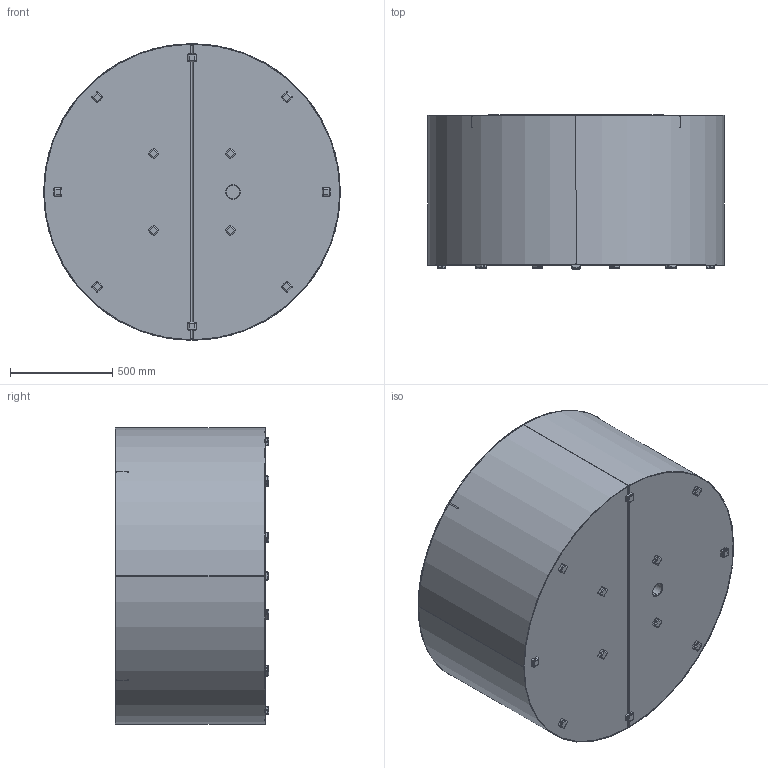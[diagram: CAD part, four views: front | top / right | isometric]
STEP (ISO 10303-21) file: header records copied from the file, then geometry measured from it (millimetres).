
FILE_DESCRIPTION (( 'STEP AP214' ), '1' );
FILE_NAME ('ABR1..STEP', '2021-09-14T14:53:25', ( '' ), ( '' ), 'SwSTEP 2.0', 'SolidWorks 2021', '' );
FILE_SCHEMA (( 'AUTOMOTIVE_DESIGN' ));
Length unit declared in the file: millimetre
Products named in the file (16):  ABR1. Overflow pipe; ABR1. Topring ABR1.; ABR1. Pipe cover ; ABR1. Ring top; ABR1. Base;  ABR1. Wall ;  ABR1. Bottom 1; ABR1.-Top reinf.; ABR1. Feet; ABR1.; ABR1. Cover total; ABR1. Cover ; ABR1. Strip ; ABR1. Bottom 2; ABR1. Cover ring 2 ; ABR1. Ring 1 ABR1.
Assembly tree (35 placements, depth 3):
  ABR1.
    ABR1. Base
       ABR1. Bottom 1
      ABR1. Bottom 2
       ABR1. Wall   x2
      ABR1. Topring ABR1.  x4
      ABR1. Ring 1 ABR1.  x2
       ABR1. Overflow pipe
      ABR1. Feet  x12
      ABR1. Strip   x4
    ABR1. Cover total
      ABR1. Cover 
      ABR1. Pipe cover 
      ABR1. Ring top
      ABR1. Cover ring 2   x2
      ABR1.-Top reinf.
Bounding box: 1450 x 750 x 1450 mm (x, y, z)
Volume: 22587987.8 mm3; surface area: 14371595.8 mm2
Topology: 33 solids, 33 shells, 766 faces, 1684 edges, 984 vertices
Faces by surface type: plane 396, cylinder 266, bspline 104
Entity records: 6750 total; most frequent: CARTESIAN_POINT 1818, DIRECTION 932, ORIENTED_EDGE 832, EDGE_CURVE 416, AXIS2_PLACEMENT_3D 338, LINE 256, VECTOR 256, VERTEX_POINT 256
